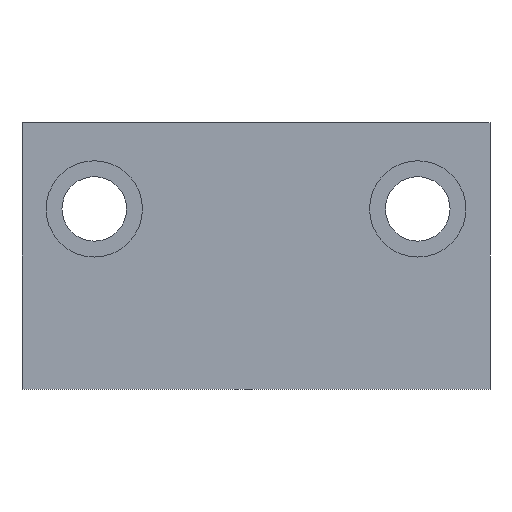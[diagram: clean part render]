
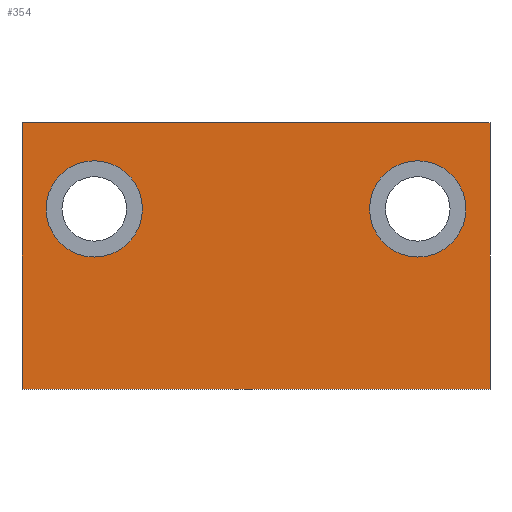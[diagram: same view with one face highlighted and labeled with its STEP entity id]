
A CAD part, front view. The second image highlights one B-rep face of the part: STEP entity #354.
In plain terms, the highlighted planar face has unit normal (0, -1, 0).
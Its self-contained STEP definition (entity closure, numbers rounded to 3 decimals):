
#119=VECTOR('',#430,1.);
#120=VECTOR('',#431,1.);
#121=VECTOR('',#432,1.);
#122=VECTOR('',#433,1.);
#143=LINE('',#498,#119);
#144=LINE('',#501,#120);
#145=LINE('',#503,#121);
#146=LINE('',#505,#122);
#158=PLANE('',#378);
#181=VERTEX_POINT('',#489);
#183=VERTEX_POINT('',#495);
#184=VERTEX_POINT('',#499);
#185=VERTEX_POINT('',#500);
#186=VERTEX_POINT('',#502);
#187=VERTEX_POINT('',#504);
#193=CIRCLE('',#372,1.778);
#195=CIRCLE('',#376,1.778);
#216=EDGE_CURVE('',#181,#181,#193,.T.);
#218=EDGE_CURVE('',#183,#183,#195,.T.);
#219=EDGE_CURVE('',#184,#185,#143,.T.);
#220=EDGE_CURVE('',#186,#184,#144,.T.);
#221=EDGE_CURVE('',#187,#186,#145,.T.);
#222=EDGE_CURVE('',#185,#187,#146,.T.);
#262=ORIENTED_EDGE('',*,*,#219,.F.);
#263=ORIENTED_EDGE('',*,*,#220,.F.);
#264=ORIENTED_EDGE('',*,*,#221,.F.);
#265=ORIENTED_EDGE('',*,*,#222,.F.);
#266=ORIENTED_EDGE('',*,*,#218,.T.);
#267=ORIENTED_EDGE('',*,*,#216,.T.);
#310=EDGE_LOOP('',(#262,#263,#264,#265));
#311=EDGE_LOOP('',(#266));
#312=EDGE_LOOP('',(#267));
#336=FACE_BOUND('',#310,.T.);
#337=FACE_BOUND('',#311,.T.);
#338=FACE_BOUND('',#312,.T.);
#354=ADVANCED_FACE('',(#336,#337,#338),#158,.F.);
#372=AXIS2_PLACEMENT_3D('',#488,#419,#420);
#376=AXIS2_PLACEMENT_3D('',#494,#426,#427);
#378=AXIS2_PLACEMENT_3D('',#497,#429,$);
#419=DIRECTION('',(0.,1.,0.));
#420=DIRECTION('',(1.778,0.,0.));
#426=DIRECTION('',(0.,1.,0.));
#427=DIRECTION('',(1.778,0.,0.));
#429=DIRECTION('',(0.,1.,0.));
#430=DIRECTION('',(0.,0.,1.));
#431=DIRECTION('',(-1.,0.,0.));
#432=DIRECTION('',(0.,0.,-1.));
#433=DIRECTION('',(1.,0.,0.));
#488=CARTESIAN_POINT('',(-67.049,0.,11.869));
#489=CARTESIAN_POINT('',(-65.271,0.,11.869));
#494=CARTESIAN_POINT('',(-78.989,0.,11.869));
#495=CARTESIAN_POINT('',(-77.211,0.,11.869));
#497=CARTESIAN_POINT('',(-73.019,0.,10.13));
#498=CARTESIAN_POINT('',(-81.656,0.,5.217));
#499=CARTESIAN_POINT('',(-81.656,0.,5.217));
#500=CARTESIAN_POINT('',(-81.656,0.,15.044));
#501=CARTESIAN_POINT('',(-64.382,0.,5.217));
#502=CARTESIAN_POINT('',(-64.382,0.,5.217));
#503=CARTESIAN_POINT('',(-64.382,0.,15.044));
#504=CARTESIAN_POINT('',(-64.382,0.,15.044));
#505=CARTESIAN_POINT('',(-81.656,0.,15.044));
